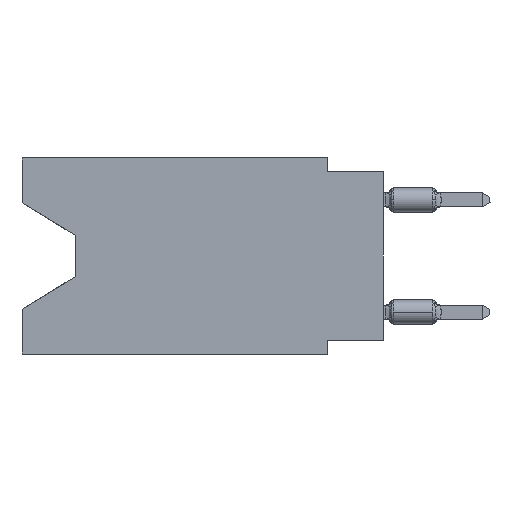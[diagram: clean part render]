
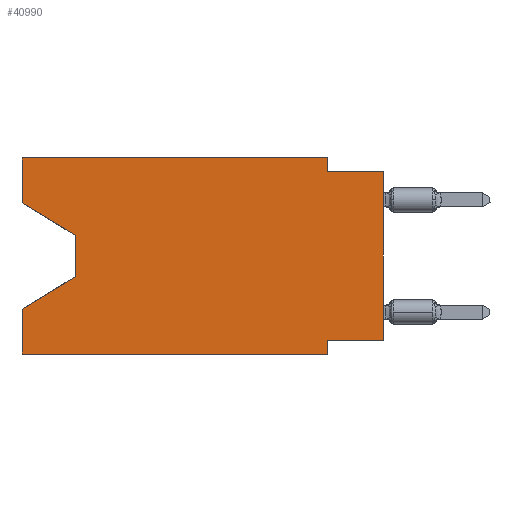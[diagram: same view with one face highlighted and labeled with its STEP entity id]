
A CAD part, left-side view. The second image highlights one B-rep face of the part: STEP entity #40990.
In plain terms, the highlighted planar face has unit normal (-1, 0, 0).
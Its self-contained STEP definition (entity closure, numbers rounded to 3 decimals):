
#935 = ORIENTED_EDGE ( 'NONE', *, *, #29454, .F. ) ;
#2039 = LINE ( 'NONE', #22833, #3172 ) ;
#3172 = VECTOR ( 'NONE', #26601, 1000. ) ;
#3610 = CARTESIAN_POINT ( 'NONE',  ( 0., 2.54, 0. ) ) ;
#3790 = CARTESIAN_POINT ( 'NONE',  ( 0., 0., -8.255 ) ) ;
#3891 = CARTESIAN_POINT ( 'NONE',  ( 0., 16.383, 0. ) ) ;
#3904 = CARTESIAN_POINT ( 'NONE',  ( 0., 2.54, -8.89 ) ) ;
#4349 = ORIENTED_EDGE ( 'NONE', *, *, #45496, .F. ) ;
#5834 = CARTESIAN_POINT ( 'NONE',  ( 0., 16.383, -8.89 ) ) ;
#6142 = ORIENTED_EDGE ( 'NONE', *, *, #43092, .F. ) ;
#6883 = DIRECTION ( 'NONE',  ( 0., 1., 0. ) ) ;
#8010 = VERTEX_POINT ( 'NONE', #55175 ) ;
#8106 = VERTEX_POINT ( 'NONE', #25853 ) ;
#8243 = EDGE_CURVE ( 'NONE', #10778, #8106, #43853, .T. ) ;
#9058 = VECTOR ( 'NONE', #52923, 1000. ) ;
#10510 = EDGE_CURVE ( 'NONE', #48631, #41118, #40169, .T. ) ;
#10708 = DIRECTION ( 'NONE',  ( 1., 0., 0. ) ) ;
#10778 = VERTEX_POINT ( 'NONE', #42847 ) ;
#11097 = LINE ( 'NONE', #31910, #14002 ) ;
#13711 = EDGE_CURVE ( 'NONE', #45111, #10778, #16852, .T. ) ;
#14002 = VECTOR ( 'NONE', #42472, 1000. ) ;
#14463 = VERTEX_POINT ( 'NONE', #57935 ) ;
#14810 = CARTESIAN_POINT ( 'NONE',  ( 0., 16.383, 0. ) ) ;
#16852 = LINE ( 'NONE', #58429, #60265 ) ;
#16882 = CARTESIAN_POINT ( 'NONE',  ( 0., 13.97, -3.505 ) ) ;
#18357 = EDGE_CURVE ( 'NONE', #48631, #8010, #34616, .T. ) ;
#19191 = ORIENTED_EDGE ( 'NONE', *, *, #32023, .F. ) ;
#20110 = EDGE_CURVE ( 'NONE', #52708, #62151, #49285, .T. ) ;
#21700 = ORIENTED_EDGE ( 'NONE', *, *, #39563, .F. ) ;
#22436 = VECTOR ( 'NONE', #38760, 1000. ) ;
#22833 = CARTESIAN_POINT ( 'NONE',  ( 0., 2.54, -8.89 ) ) ;
#23055 = DIRECTION ( 'NONE',  ( 0., 0., -1. ) ) ;
#23126 = CARTESIAN_POINT ( 'NONE',  ( 0., 2.54, -0.635 ) ) ;
#23149 = DIRECTION ( 'NONE',  ( 0., 0., 1. ) ) ;
#24679 = DIRECTION ( 'NONE',  ( 0., 0., 1. ) ) ;
#25041 = DIRECTION ( 'NONE',  ( 0., 0., -1. ) ) ;
#25853 = CARTESIAN_POINT ( 'NONE',  ( 0., 16.383, -6.852 ) ) ;
#26205 = ORIENTED_EDGE ( 'NONE', *, *, #57802, .T. ) ;
#26601 = DIRECTION ( 'NONE',  ( 0., 0., -1. ) ) ;
#27154 = LINE ( 'NONE', #47932, #66301 ) ;
#27685 = ORIENTED_EDGE ( 'NONE', *, *, #10510, .F. ) ;
#28590 = LINE ( 'NONE', #44260, #57979 ) ;
#29181 = EDGE_LOOP ( 'NONE', ( #31429, #64334, #29553, #935, #26205, #19191, #27685, #45418, #4349, #46912, #21700, #6142 ) ) ;
#29454 = EDGE_CURVE ( 'NONE', #36003, #8106, #54685, .T. ) ;
#29553 = ORIENTED_EDGE ( 'NONE', *, *, #8243, .T. ) ;
#30694 = VERTEX_POINT ( 'NONE', #3904 ) ;
#30891 = VECTOR ( 'NONE', #58639, 1000. ) ;
#31074 = VERTEX_POINT ( 'NONE', #65648 ) ;
#31429 = ORIENTED_EDGE ( 'NONE', *, *, #40702, .T. ) ;
#31910 = CARTESIAN_POINT ( 'NONE',  ( 0., 16.383, 0. ) ) ;
#32023 = EDGE_CURVE ( 'NONE', #41118, #30694, #2039, .T. ) ;
#34616 = LINE ( 'NONE', #45155, #61865 ) ;
#36003 = VERTEX_POINT ( 'NONE', #65021 ) ;
#37052 = DIRECTION ( 'NONE',  ( 0., -0.855, -0.519 ) ) ;
#37249 = LINE ( 'NONE', #58033, #9058 ) ;
#38760 = DIRECTION ( 'NONE',  ( 0., 0.855, -0.519 ) ) ;
#39563 = EDGE_CURVE ( 'NONE', #14463, #52708, #11097, .T. ) ;
#40169 = LINE ( 'NONE', #48814, #52054 ) ;
#40702 = EDGE_CURVE ( 'NONE', #31074, #45111, #27154, .T. ) ;
#40990 = ADVANCED_FACE ( 'NONE', ( #45471 ), #66599, .F. ) ;
#41118 = VERTEX_POINT ( 'NONE', #53626 ) ;
#42472 = DIRECTION ( 'NONE',  ( 0., -1., 0. ) ) ;
#42847 = CARTESIAN_POINT ( 'NONE',  ( 0., 13.97, -5.385 ) ) ;
#43092 = EDGE_CURVE ( 'NONE', #31074, #14463, #28590, .T. ) ;
#43196 = CARTESIAN_POINT ( 'NONE',  ( 0., 13.97, -5.385 ) ) ;
#43283 = LINE ( 'NONE', #5834, #30891 ) ;
#43853 = LINE ( 'NONE', #43196, #22436 ) ;
#44260 = CARTESIAN_POINT ( 'NONE',  ( 0., 16.383, 0. ) ) ;
#44497 = CARTESIAN_POINT ( 'NONE',  ( 0., 2.54, 0. ) ) ;
#45111 = VERTEX_POINT ( 'NONE', #16882 ) ;
#45155 = CARTESIAN_POINT ( 'NONE',  ( 0., 0., 0. ) ) ;
#45418 = ORIENTED_EDGE ( 'NONE', *, *, #18357, .T. ) ;
#45471 = FACE_OUTER_BOUND ( 'NONE', #29181, .T. ) ;
#45496 = EDGE_CURVE ( 'NONE', #62151, #8010, #37249, .T. ) ;
#46912 = ORIENTED_EDGE ( 'NONE', *, *, #20110, .F. ) ;
#47932 = CARTESIAN_POINT ( 'NONE',  ( 0., 16.383, -2.038 ) ) ;
#48631 = VERTEX_POINT ( 'NONE', #3790 ) ;
#48814 = CARTESIAN_POINT ( 'NONE',  ( 0., 0., -8.255 ) ) ;
#49285 = LINE ( 'NONE', #44497, #59721 ) ;
#52054 = VECTOR ( 'NONE', #6883, 1000. ) ;
#52708 = VERTEX_POINT ( 'NONE', #3610 ) ;
#52923 = DIRECTION ( 'NONE',  ( 0., -1., 0. ) ) ;
#53626 = CARTESIAN_POINT ( 'NONE',  ( 0., 2.54, -8.255 ) ) ;
#54685 = LINE ( 'NONE', #3891, #66218 ) ;
#55175 = CARTESIAN_POINT ( 'NONE',  ( 0., 0., -0.635 ) ) ;
#57802 = EDGE_CURVE ( 'NONE', #36003, #30694, #43283, .T. ) ;
#57935 = CARTESIAN_POINT ( 'NONE',  ( 0., 16.383, 0. ) ) ;
#57979 = VECTOR ( 'NONE', #23149, 1000. ) ;
#58033 = CARTESIAN_POINT ( 'NONE',  ( 0., 0., -0.635 ) ) ;
#58429 = CARTESIAN_POINT ( 'NONE',  ( 0., 13.97, -3.505 ) ) ;
#58639 = DIRECTION ( 'NONE',  ( 0., -1., 0. ) ) ;
#59721 = VECTOR ( 'NONE', #23055, 1000. ) ;
#60265 = VECTOR ( 'NONE', #67054, 1000. ) ;
#61865 = VECTOR ( 'NONE', #65282, 1000. ) ;
#62151 = VERTEX_POINT ( 'NONE', #23126 ) ;
#64334 = ORIENTED_EDGE ( 'NONE', *, *, #13711, .T. ) ;
#65021 = CARTESIAN_POINT ( 'NONE',  ( 0., 16.383, -8.89 ) ) ;
#65282 = DIRECTION ( 'NONE',  ( 0., 0., 1. ) ) ;
#65648 = CARTESIAN_POINT ( 'NONE',  ( 0., 16.383, -2.038 ) ) ;
#66218 = VECTOR ( 'NONE', #24679, 1000. ) ;
#66301 = VECTOR ( 'NONE', #37052, 1000. ) ;
#66346 = AXIS2_PLACEMENT_3D ( 'NONE', #14810, #10708, #25041 ) ;
#66599 = PLANE ( 'NONE',  #66346 ) ;
#67054 = DIRECTION ( 'NONE',  ( 0., 0., -1. ) ) ;
